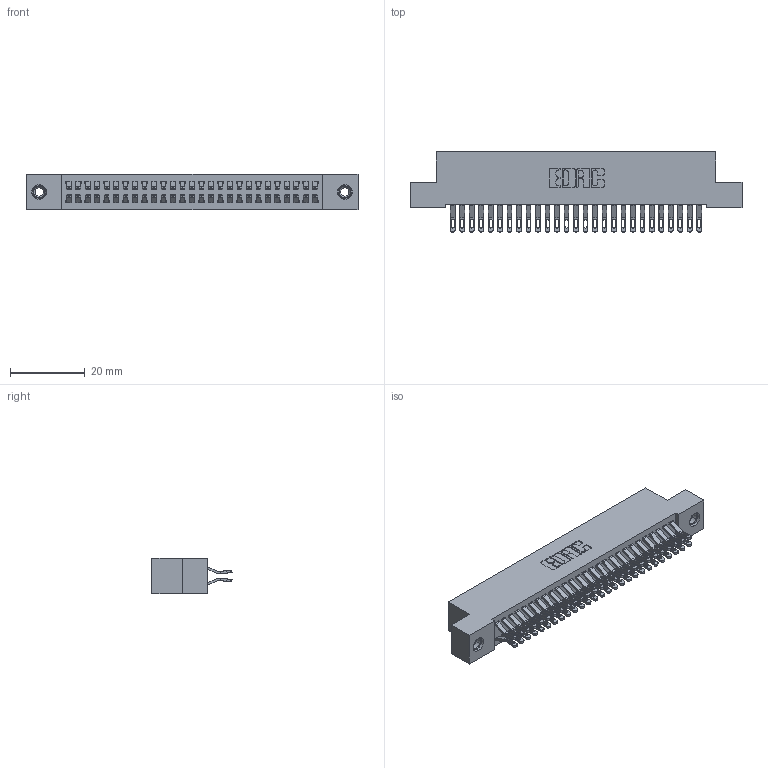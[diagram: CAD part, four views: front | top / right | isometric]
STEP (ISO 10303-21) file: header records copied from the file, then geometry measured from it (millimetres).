
FILE_DESCRIPTION (( 'STEP AP203' ), '1' );
FILE_NAME ('392-054-555-208.STEP', '2019-10-08T14:02:53', ( '' ), ( '' ), 'SwSTEP 2.0', 'SolidWorks 2016', '' );
FILE_SCHEMA (( 'CONFIG_CONTROL_DESIGN' ));
Length unit declared in the file: inch
Products named in the file (4): 345-250-001_345-250-003-102; 392-054-555-208; 342 Part_TI; 345-292-001_555 Tail
Assembly tree (57 placements, depth 2):
  392-054-555-208
    342 Part_TI
    345-292-001_555 Tail  x54
    345-250-001_345-250-003-102  x2
Bounding box: 88.9 x 21.47 x 9.4 mm (x, y, z)
Volume: 8061 mm3; surface area: 13284.5 mm2
Topology: 57 solids, 57 shells, 3302 faces, 10317 edges, 6870 vertices
Faces by surface type: plane 1934, cylinder 1352, cone 12, torus 4
Entity records: 20690 total; most frequent: CARTESIAN_POINT 3463, ORIENTED_EDGE 3362, DIRECTION 2987, EDGE_CURVE 1681, VECTOR 1513, LINE 1513, VERTEX_POINT 1116, AXIS2_PLACEMENT_3D 737
